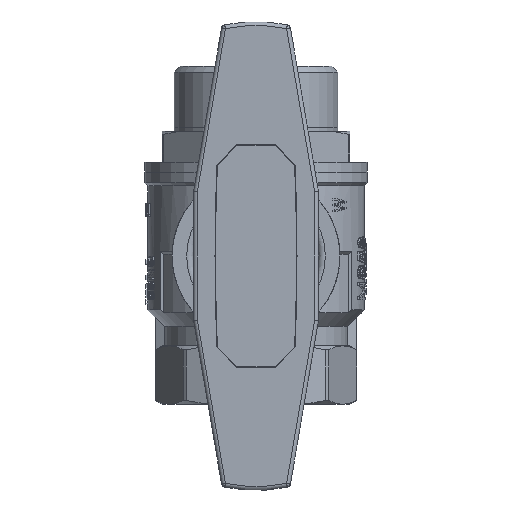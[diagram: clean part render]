
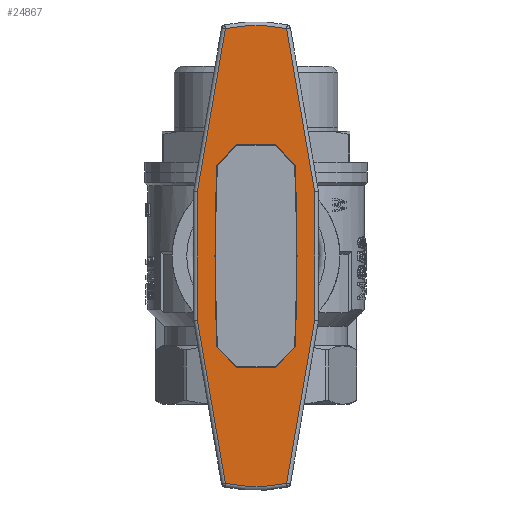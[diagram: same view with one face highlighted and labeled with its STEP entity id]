
A CAD part, front view. The second image highlights one B-rep face of the part: STEP entity #24867.
In plain terms, the highlighted face is planar.
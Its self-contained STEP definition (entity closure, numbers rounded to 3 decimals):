
#3005=PLANE('',#36944);
#4429=LINE('',#57654,#5948);
#4435=LINE('',#57684,#5954);
#4466=LINE('',#57776,#5985);
#4473=LINE('',#57803,#5992);
#4475=LINE('',#57808,#5994);
#4501=LINE('',#57915,#6020);
#4503=LINE('',#57919,#6022);
#4505=LINE('',#57923,#6024);
#4508=LINE('',#57933,#6027);
#4510=LINE('',#57937,#6029);
#4511=LINE('',#57939,#6030);
#4512=LINE('',#57941,#6031);
#5948=VECTOR('',#45031,1000.);
#5954=VECTOR('',#45069,1000.);
#5985=VECTOR('',#45164,1000.);
#5992=VECTOR('',#45201,1000.);
#5994=VECTOR('',#45207,1000.);
#6020=VECTOR('',#45329,1000.);
#6022=VECTOR('',#45333,1000.);
#6024=VECTOR('',#45337,1000.);
#6027=VECTOR('',#45350,1000.);
#6029=VECTOR('',#45354,1000.);
#6030=VECTOR('',#45357,1000.);
#6031=VECTOR('',#45360,1000.);
#13354=ORIENTED_EDGE('',*,*,#17183,.F.);
#13355=ORIENTED_EDGE('',*,*,#17181,.F.);
#13356=ORIENTED_EDGE('',*,*,#17177,.F.);
#13357=ORIENTED_EDGE('',*,*,#17154,.F.);
#13358=ORIENTED_EDGE('',*,*,#17179,.F.);
#13359=ORIENTED_EDGE('',*,*,#17176,.F.);
#13360=ORIENTED_EDGE('',*,*,#17174,.F.);
#13361=ORIENTED_EDGE('',*,*,#17172,.F.);
#13362=ORIENTED_EDGE('',*,*,#17167,.F.);
#13363=ORIENTED_EDGE('',*,*,#17150,.F.);
#13364=ORIENTED_EDGE('',*,*,#17170,.F.);
#13365=ORIENTED_EDGE('',*,*,#17184,.F.);
#13366=ORIENTED_EDGE('',*,*,#17120,.F.);
#13367=ORIENTED_EDGE('',*,*,#17117,.T.);
#13368=ORIENTED_EDGE('',*,*,#17107,.T.);
#13369=ORIENTED_EDGE('',*,*,#17103,.T.);
#13370=ORIENTED_EDGE('',*,*,#17185,.F.);
#13371=ORIENTED_EDGE('',*,*,#17057,.T.);
#13372=ORIENTED_EDGE('',*,*,#17054,.T.);
#13373=ORIENTED_EDGE('',*,*,#17042,.T.);
#17042=EDGE_CURVE('',#19616,#19618,#4429,.T.);
#17054=EDGE_CURVE('',#19625,#19616,#20171,.T.);
#17057=EDGE_CURVE('',#19627,#19625,#4435,.T.);
#17103=EDGE_CURVE('',#19654,#19655,#4466,.T.);
#17107=EDGE_CURVE('',#19648,#19654,#20189,.T.);
#17117=EDGE_CURVE('',#19661,#19648,#4473,.T.);
#17120=EDGE_CURVE('',#19661,#19618,#4475,.T.);
#17150=EDGE_CURVE('',#19677,#19678,#20206,.T.);
#17154=EDGE_CURVE('',#19681,#19682,#20208,.T.);
#17167=EDGE_CURVE('',#19678,#19692,#20214,.T.);
#17170=EDGE_CURVE('',#19693,#19677,#20215,.T.);
#17172=EDGE_CURVE('',#19692,#19694,#4501,.T.);
#17174=EDGE_CURVE('',#19694,#19695,#4503,.T.);
#17176=EDGE_CURVE('',#19695,#19696,#4505,.T.);
#17177=EDGE_CURVE('',#19682,#19697,#20216,.T.);
#17179=EDGE_CURVE('',#19696,#19681,#20217,.T.);
#17181=EDGE_CURVE('',#19697,#19698,#4508,.T.);
#17183=EDGE_CURVE('',#19698,#19699,#4510,.T.);
#17184=EDGE_CURVE('',#19699,#19693,#4511,.T.);
#17185=EDGE_CURVE('',#19627,#19655,#4512,.T.);
#19616=VERTEX_POINT('',#57649);
#19618=VERTEX_POINT('',#57653);
#19625=VERTEX_POINT('',#57677);
#19627=VERTEX_POINT('',#57685);
#19648=VERTEX_POINT('',#57758);
#19654=VERTEX_POINT('',#57773);
#19655=VERTEX_POINT('',#57775);
#19661=VERTEX_POINT('',#57804);
#19677=VERTEX_POINT('',#57870);
#19678=VERTEX_POINT('',#57872);
#19681=VERTEX_POINT('',#57878);
#19682=VERTEX_POINT('',#57880);
#19692=VERTEX_POINT('',#57906);
#19693=VERTEX_POINT('',#57910);
#19694=VERTEX_POINT('',#57914);
#19695=VERTEX_POINT('',#57918);
#19696=VERTEX_POINT('',#57922);
#19697=VERTEX_POINT('',#57926);
#19698=VERTEX_POINT('',#57932);
#19699=VERTEX_POINT('',#57936);
#20171=CIRCLE('',#36833,40.25);
#20189=CIRCLE('',#36875,40.25);
#20206=CIRCLE('',#36920,10.5);
#20208=CIRCLE('',#36922,10.5);
#20214=CIRCLE('',#36931,544.6);
#20215=CIRCLE('',#36933,544.6);
#20216=CIRCLE('',#36938,544.6);
#20217=CIRCLE('',#36940,544.6);
#21740=EDGE_LOOP('',(#13354,#13355,#13356,#13357,#13358,#13359,#13360,#13361,
#13362,#13363,#13364,#13365));
#21741=EDGE_LOOP('',(#13366,#13367,#13368,#13369,#13370,#13371,#13372,#13373));
#23293=FACE_BOUND('',#21740,.T.);
#23294=FACE_BOUND('',#21741,.T.);
#24867=ADVANCED_FACE('',(#23293,#23294),#3005,.T.);
#36833=AXIS2_PLACEMENT_3D('',#57678,#45059,#45060);
#36875=AXIS2_PLACEMENT_3D('',#57783,#45175,#45176);
#36920=AXIS2_PLACEMENT_3D('',#57871,#45287,#45288);
#36922=AXIS2_PLACEMENT_3D('',#57879,#45293,#45294);
#36931=AXIS2_PLACEMENT_3D('',#57905,#45318,#45319);
#36933=AXIS2_PLACEMENT_3D('',#57911,#45324,#45325);
#36938=AXIS2_PLACEMENT_3D('',#57925,#45340,#45341);
#36940=AXIS2_PLACEMENT_3D('',#57929,#45345,#45346);
#36944=AXIS2_PLACEMENT_3D('',#57940,#45358,#45359);
#45031=DIRECTION('',(0.986,0.169,0.));
#45059=DIRECTION('',(0.,0.,-1.));
#45060=DIRECTION('',(-0.981,-0.195,0.));
#45069=DIRECTION('',(-0.986,0.169,0.));
#45164=DIRECTION('',(-0.986,-0.169,0.));
#45175=DIRECTION('',(0.,0.,-1.));
#45176=DIRECTION('',(0.981,0.195,0.));
#45201=DIRECTION('',(0.986,-0.169,0.));
#45207=DIRECTION('',(-1.,0.,0.));
#45287=DIRECTION('',(0.,0.,-1.));
#45288=DIRECTION('',(-0.034,0.999,0.));
#45293=DIRECTION('',(0.,0.,-1.));
#45294=DIRECTION('',(0.034,-0.999,0.));
#45318=DIRECTION('',(0.,0.,-1.));
#45319=DIRECTION('',(0.001,1.,0.));
#45324=DIRECTION('',(0.,0.,-1.));
#45325=DIRECTION('',(-0.043,0.999,0.));
#45329=DIRECTION('',(0.728,-0.686,0.));
#45333=DIRECTION('',(0.,-1.,0.));
#45337=DIRECTION('',(-0.728,-0.686,0.));
#45340=DIRECTION('',(0.,0.,-1.));
#45341=DIRECTION('',(-0.001,-1.,0.));
#45345=DIRECTION('',(0.,0.,-1.));
#45346=DIRECTION('',(0.043,-0.999,0.));
#45350=DIRECTION('',(-0.728,0.686,0.));
#45354=DIRECTION('',(0.,1.,0.));
#45357=DIRECTION('',(0.728,0.686,0.));
#45358=DIRECTION('',(0.,0.,-1.));
#45359=DIRECTION('',(-1.,0.,0.));
#45360=DIRECTION('',(1.,0.,0.));
#57649=CARTESIAN_POINT('',(-58.231,7.83,0.));
#57653=CARTESIAN_POINT('',(-16.415,15.,0.));
#57654=CARTESIAN_POINT('',(-58.231,7.83,0.));
#57677=CARTESIAN_POINT('',(-58.231,-7.83,0.));
#57678=CARTESIAN_POINT('',(-18.75,0.,0.));
#57684=CARTESIAN_POINT('',(-16.415,-15.,0.));
#57685=CARTESIAN_POINT('',(-16.415,-15.,0.));
#57758=CARTESIAN_POINT('',(58.231,7.83,0.));
#57773=CARTESIAN_POINT('',(58.231,-7.83,0.));
#57775=CARTESIAN_POINT('',(16.415,-15.,0.));
#57776=CARTESIAN_POINT('',(58.231,-7.83,0.));
#57783=CARTESIAN_POINT('',(18.75,0.,0.));
#57803=CARTESIAN_POINT('',(16.415,15.,0.));
#57804=CARTESIAN_POINT('',(16.415,15.,0.));
#57808=CARTESIAN_POINT('',(16.415,15.,0.));
#57870=CARTESIAN_POINT('',(-0.353,10.494,0.));
#57871=CARTESIAN_POINT('',(0.,0.,0.));
#57872=CARTESIAN_POINT('',(0.353,10.494,0.));
#57878=CARTESIAN_POINT('',(0.353,-10.494,0.));
#57879=CARTESIAN_POINT('',(0.,0.,0.));
#57880=CARTESIAN_POINT('',(-0.353,-10.494,0.));
#57905=CARTESIAN_POINT('',(0.,-534.106,0.));
#57906=CARTESIAN_POINT('',(23.195,10.,0.));
#57910=CARTESIAN_POINT('',(-23.195,10.,0.));
#57911=CARTESIAN_POINT('',(0.,-534.106,0.));
#57914=CARTESIAN_POINT('',(28.5,5.,0.));
#57915=CARTESIAN_POINT('',(23.195,10.,0.));
#57918=CARTESIAN_POINT('',(28.5,-5.,0.));
#57919=CARTESIAN_POINT('',(28.5,5.,0.));
#57922=CARTESIAN_POINT('',(23.195,-10.,0.));
#57923=CARTESIAN_POINT('',(28.5,-5.,0.));
#57925=CARTESIAN_POINT('',(0.,534.106,0.));
#57926=CARTESIAN_POINT('',(-23.195,-10.,0.));
#57929=CARTESIAN_POINT('',(0.,534.106,0.));
#57932=CARTESIAN_POINT('',(-28.5,-5.,0.));
#57933=CARTESIAN_POINT('',(-23.195,-10.,0.));
#57936=CARTESIAN_POINT('',(-28.5,5.,0.));
#57937=CARTESIAN_POINT('',(-28.5,-5.,0.));
#57939=CARTESIAN_POINT('',(-28.5,5.,0.));
#57940=CARTESIAN_POINT('',(60.,-16.,0.));
#57941=CARTESIAN_POINT('',(-16.415,-15.,0.));
